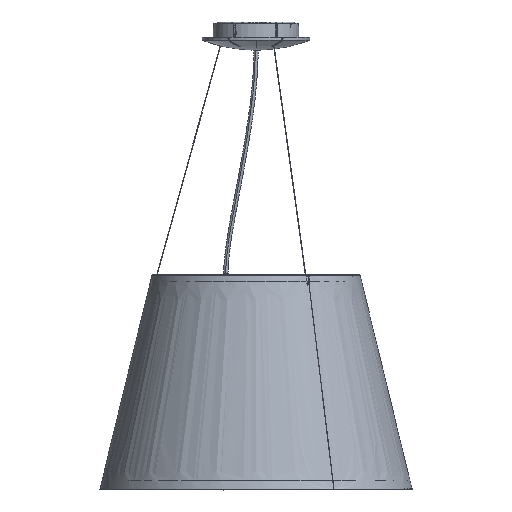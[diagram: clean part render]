
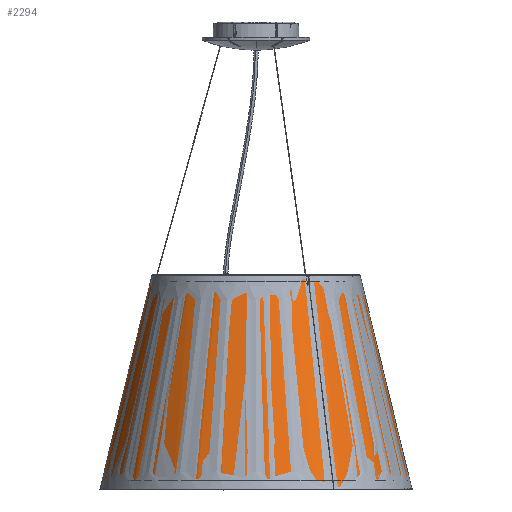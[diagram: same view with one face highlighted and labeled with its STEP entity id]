
A CAD part, front view. The second image highlights one B-rep face of the part: STEP entity #2294.
In plain terms, the highlighted free-form (B-spline) face has degree [2, 1] with [5, 2] control points.
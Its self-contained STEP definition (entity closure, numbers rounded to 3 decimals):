
#2294=ADVANCED_FACE('',(#4497),#34459,.T.);
#4497=FACE_OUTER_BOUND('',#6809,.T.);
#6809=EDGE_LOOP('',(#17209,#17210,#17211,#17212,#17213,#17214));
#17209=ORIENTED_EDGE('',*,*,#23053,.T.);
#17210=ORIENTED_EDGE('',*,*,#23068,.T.);
#17211=ORIENTED_EDGE('',*,*,#23066,.T.);
#17212=ORIENTED_EDGE('',*,*,#23064,.T.);
#17213=ORIENTED_EDGE('',*,*,#23058,.F.);
#17214=ORIENTED_EDGE('',*,*,#23077,.F.);
#23053=EDGE_CURVE('',#32069,#32068,#26335,.T.);
#23058=EDGE_CURVE('',#32072,#32073,#26338,.T.);
#23064=EDGE_CURVE('',#32079,#32073,#26341,.T.);
#23066=EDGE_CURVE('',#32080,#32079,#28759,.T.);
#23068=EDGE_CURVE('',#32068,#32080,#26344,.T.);
#23077=EDGE_CURVE('',#32069,#32072,#28768,.T.);
#26335=(
BOUNDED_CURVE()
B_SPLINE_CURVE(2,(#112696,#112697,#112698,#112699,#112700),
 .UNSPECIFIED.,.F.,.F.)
B_SPLINE_CURVE_WITH_KNOTS((3,2,3),(-545.012,-272.506,
0.),.UNSPECIFIED.)
CURVE()
GEOMETRIC_REPRESENTATION_ITEM()
RATIONAL_B_SPLINE_CURVE((1.,0.707,1.,0.707,1.))
REPRESENTATION_ITEM('')
);
#26338=(
BOUNDED_CURVE()
B_SPLINE_CURVE(2,(#112715,#112716,#112717,#112718,#112719),
 .UNSPECIFIED.,.F.,.F.)
B_SPLINE_CURVE_WITH_KNOTS((3,2,3),(-818.33,-409.165,
0.),.UNSPECIFIED.)
CURVE()
GEOMETRIC_REPRESENTATION_ITEM()
RATIONAL_B_SPLINE_CURVE((1.,0.707,1.,0.707,1.))
REPRESENTATION_ITEM('')
);
#26341=(
BOUNDED_CURVE()
B_SPLINE_CURVE(2,(#112736,#112737,#112738),.UNSPECIFIED.,.F.,.F.)
B_SPLINE_CURVE_WITH_KNOTS((3,3),(0.,0.),.UNSPECIFIED.)
CURVE()
GEOMETRIC_REPRESENTATION_ITEM()
RATIONAL_B_SPLINE_CURVE((1.,1.,1.))
REPRESENTATION_ITEM('')
);
#26344=(
BOUNDED_CURVE()
B_SPLINE_CURVE(2,(#112747,#112748,#112749),.UNSPECIFIED.,.F.,.F.)
B_SPLINE_CURVE_WITH_KNOTS((3,3),(0.,0.),
 .UNSPECIFIED.)
CURVE()
GEOMETRIC_REPRESENTATION_ITEM()
RATIONAL_B_SPLINE_CURVE((1.,1.,1.))
REPRESENTATION_ITEM('')
);
#28759=B_SPLINE_CURVE_WITH_KNOTS('',1,(#112742,#112743),.UNSPECIFIED.,.F.,
 .F.,(2,2),(734.662,1103.082),.UNSPECIFIED.);
#28768=B_SPLINE_CURVE_WITH_KNOTS('',1,(#112788,#112789),.UNSPECIFIED.,.F.,
 .F.,(2,2),(734.662,1103.082),.UNSPECIFIED.);
#32068=VERTEX_POINT('',#112671);
#32069=VERTEX_POINT('',#112672);
#32072=VERTEX_POINT('',#112675);
#32073=VERTEX_POINT('',#112676);
#32079=VERTEX_POINT('',#112682);
#32080=VERTEX_POINT('',#112683);
#34459=(
BOUNDED_SURFACE()
B_SPLINE_SURFACE(2,1,((#112658,#112659),(#112660,#112661),(#112662,#112663),
(#112664,#112665),(#112666,#112667)),.UNSPECIFIED.,.F.,.F.,.F.)
B_SPLINE_SURFACE_WITH_KNOTS((3,2,3),(2,2),(900.64,1350.96,
1801.28),(0.,1214.017),.UNSPECIFIED.)
GEOMETRIC_REPRESENTATION_ITEM()
RATIONAL_B_SPLINE_SURFACE(((1.,1.),(0.707,0.707),
(1.,1.),(0.707,0.707),(1.,1.)))
REPRESENTATION_ITEM('')
SURFACE()
);
#112658=CARTESIAN_POINT('',(-0.071,839.731,-0.102));
#112659=CARTESIAN_POINT('',(286.612,-339.952,-0.102));
#112660=CARTESIAN_POINT('',(-0.071,839.731,-0.102));
#112661=CARTESIAN_POINT('',(286.612,-339.952,286.58));
#112662=CARTESIAN_POINT('',(-0.071,839.731,-0.102));
#112663=CARTESIAN_POINT('',(-0.071,-339.952,286.58));
#112664=CARTESIAN_POINT('',(-0.071,839.731,-0.102));
#112665=CARTESIAN_POINT('',(-286.753,-339.952,286.58));
#112666=CARTESIAN_POINT('',(-0.071,839.731,-0.102));
#112667=CARTESIAN_POINT('',(-286.753,-339.952,-0.102));
#112671=CARTESIAN_POINT('',(-173.557,125.847,-0.092));
#112672=CARTESIAN_POINT('',(173.415,125.847,-0.102));
#112675=CARTESIAN_POINT('',(260.415,-232.153,-0.102));
#112676=CARTESIAN_POINT('',(-260.557,-232.153,-0.092));
#112682=CARTESIAN_POINT('',(-260.557,-232.153,-0.102));
#112683=CARTESIAN_POINT('',(-173.557,125.847,-0.102));
#112696=CARTESIAN_POINT('',(173.415,125.847,-0.102));
#112697=CARTESIAN_POINT('',(173.415,125.847,173.379));
#112698=CARTESIAN_POINT('',(-0.066,125.847,173.384));
#112699=CARTESIAN_POINT('',(-173.547,125.847,173.389));
#112700=CARTESIAN_POINT('',(-173.557,125.847,-0.092));
#112715=CARTESIAN_POINT('',(260.415,-232.153,-0.102));
#112716=CARTESIAN_POINT('',(260.415,-232.153,260.379));
#112717=CARTESIAN_POINT('',(-0.066,-232.153,260.384));
#112718=CARTESIAN_POINT('',(-260.547,-232.153,260.389));
#112719=CARTESIAN_POINT('',(-260.557,-232.153,-0.092));
#112736=CARTESIAN_POINT('',(-260.557,-232.153,-0.092));
#112737=CARTESIAN_POINT('',(-260.557,-232.153,-0.092));
#112738=CARTESIAN_POINT('',(-260.557,-232.153,-0.092));
#112742=CARTESIAN_POINT('',(-173.557,125.847,-0.102));
#112743=CARTESIAN_POINT('',(-260.557,-232.153,-0.102));
#112747=CARTESIAN_POINT('',(-173.557,125.847,-0.092));
#112748=CARTESIAN_POINT('',(-173.557,125.847,-0.097));
#112749=CARTESIAN_POINT('',(-173.557,125.847,-0.102));
#112788=CARTESIAN_POINT('',(173.415,125.847,-0.102));
#112789=CARTESIAN_POINT('',(260.415,-232.153,-0.102));
